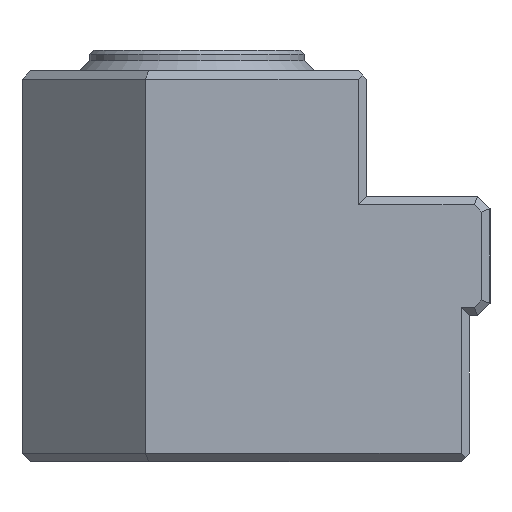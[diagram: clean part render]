
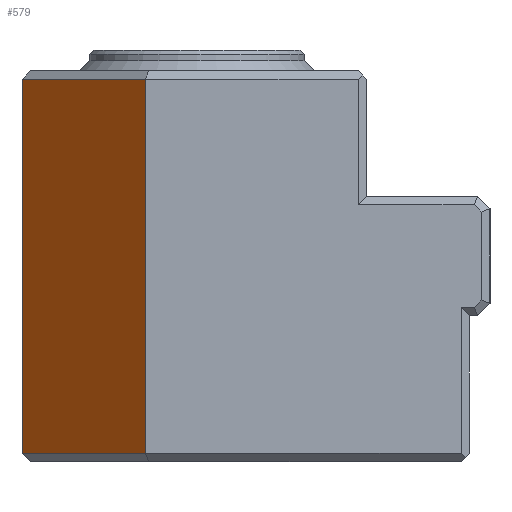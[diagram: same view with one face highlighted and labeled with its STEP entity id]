
A CAD part, left-side view. The second image highlights one B-rep face of the part: STEP entity #579.
In plain terms, the highlighted planar face has unit normal (-0.707, 0.707, 0).
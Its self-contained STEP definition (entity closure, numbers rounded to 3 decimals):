
#110 = VERTEX_POINT('',#111);
#111 = CARTESIAN_POINT('',(0.,2.5,-9.1));
#120 = PLANE('',#121);
#121 = AXIS2_PLACEMENT_3D('',#122,#123,#124);
#122 = CARTESIAN_POINT('',(0.,-8.25,-9.5));
#123 = DIRECTION('',(1.,0.,0.));
#124 = DIRECTION('',(0.,0.,1.));
#144 = EDGE_CURVE('',#110,#145,#147,.T.);
#145 = VERTEX_POINT('',#146);
#146 = CARTESIAN_POINT('',(0.,2.5,9.1));
#147 = SURFACE_CURVE('',#148,(#152,#159),.PCURVE_S1.);
#148 = LINE('',#149,#150);
#149 = CARTESIAN_POINT('',(0.,2.5,-9.5));
#150 = VECTOR('',#151,1.);
#151 = DIRECTION('',(0.,0.,1.));
#152 = PCURVE('',#120,#153);
#153 = DEFINITIONAL_REPRESENTATION('',(#154),#158);
#154 = LINE('',#155,#156);
#155 = CARTESIAN_POINT('',(0.,-10.75));
#156 = VECTOR('',#157,1.);
#157 = DIRECTION('',(1.,0.));
#158 = ( GEOMETRIC_REPRESENTATION_CONTEXT(2) 
PARAMETRIC_REPRESENTATION_CONTEXT() REPRESENTATION_CONTEXT('2D SPACE',''
  ) );
#159 = PCURVE('',#160,#165);
#160 = PLANE('',#161);
#161 = AXIS2_PLACEMENT_3D('',#162,#163,#164);
#162 = CARTESIAN_POINT('',(3.,5.5,-9.5));
#163 = DIRECTION('',(0.707,-0.707,0.));
#164 = DIRECTION('',(0.,0.,1.));
#165 = DEFINITIONAL_REPRESENTATION('',(#166),#170);
#166 = LINE('',#167,#168);
#167 = CARTESIAN_POINT('',(0.,4.243));
#168 = VECTOR('',#169,1.);
#169 = DIRECTION('',(1.,0.));
#170 = ( GEOMETRIC_REPRESENTATION_CONTEXT(2) 
PARAMETRIC_REPRESENTATION_CONTEXT() REPRESENTATION_CONTEXT('2D SPACE',''
  ) );
#491 = PLANE('',#492);
#492 = AXIS2_PLACEMENT_3D('',#493,#494,#495);
#493 = CARTESIAN_POINT('',(6.141,8.359,-9.3));
#494 = DIRECTION('',(-0.5,0.5,-0.707));
#495 = DIRECTION('',(0.707,0.707,0.)
  );
#579 = ADVANCED_FACE('',(#580),#160,.F.);
#580 = FACE_BOUND('',#581,.F.);
#581 = EDGE_LOOP('',(#582,#612,#638,#639));
#582 = ORIENTED_EDGE('',*,*,#583,.T.);
#583 = EDGE_CURVE('',#584,#586,#588,.T.);
#584 = VERTEX_POINT('',#585);
#585 = CARTESIAN_POINT('',(6.,8.5,-9.1));
#586 = VERTEX_POINT('',#587);
#587 = CARTESIAN_POINT('',(6.,8.5,9.1));
#588 = SURFACE_CURVE('',#589,(#593,#600),.PCURVE_S1.);
#589 = LINE('',#590,#591);
#590 = CARTESIAN_POINT('',(6.,8.5,-9.5));
#591 = VECTOR('',#592,1.);
#592 = DIRECTION('',(0.,0.,1.));
#593 = PCURVE('',#160,#594);
#594 = DEFINITIONAL_REPRESENTATION('',(#595),#599);
#595 = LINE('',#596,#597);
#596 = CARTESIAN_POINT('',(0.,-4.243));
#597 = VECTOR('',#598,1.);
#598 = DIRECTION('',(1.,0.));
#599 = ( GEOMETRIC_REPRESENTATION_CONTEXT(2) 
PARAMETRIC_REPRESENTATION_CONTEXT() REPRESENTATION_CONTEXT('2D SPACE',''
  ) );
#600 = PCURVE('',#601,#606);
#601 = PLANE('',#602);
#602 = AXIS2_PLACEMENT_3D('',#603,#604,#605);
#603 = CARTESIAN_POINT('',(100.,8.5,-9.5));
#604 = DIRECTION('',(0.,1.,0.));
#605 = DIRECTION('',(0.,0.,1.));
#606 = DEFINITIONAL_REPRESENTATION('',(#607),#611);
#607 = LINE('',#608,#609);
#608 = CARTESIAN_POINT('',(0.,-94.));
#609 = VECTOR('',#610,1.);
#610 = DIRECTION('',(1.,0.));
#611 = ( GEOMETRIC_REPRESENTATION_CONTEXT(2) 
PARAMETRIC_REPRESENTATION_CONTEXT() REPRESENTATION_CONTEXT('2D SPACE',''
  ) );
#612 = ORIENTED_EDGE('',*,*,#613,.T.);
#613 = EDGE_CURVE('',#586,#145,#614,.T.);
#614 = SURFACE_CURVE('',#615,(#619,#626),.PCURVE_S1.);
#615 = LINE('',#616,#617);
#616 = CARTESIAN_POINT('',(6.,8.5,9.1));
#617 = VECTOR('',#618,1.);
#618 = DIRECTION('',(-0.707,-0.707,0.));
#619 = PCURVE('',#160,#620);
#620 = DEFINITIONAL_REPRESENTATION('',(#621),#625);
#621 = LINE('',#622,#623);
#622 = CARTESIAN_POINT('',(18.6,-4.243));
#623 = VECTOR('',#624,1.);
#624 = DIRECTION('',(0.,1.));
#625 = ( GEOMETRIC_REPRESENTATION_CONTEXT(2) 
PARAMETRIC_REPRESENTATION_CONTEXT() REPRESENTATION_CONTEXT('2D SPACE',''
  ) );
#626 = PCURVE('',#627,#632);
#627 = PLANE('',#628);
#628 = AXIS2_PLACEMENT_3D('',#629,#630,#631);
#629 = CARTESIAN_POINT('',(6.141,8.359,9.3));
#630 = DIRECTION('',(0.5,-0.5,-0.707));
#631 = DIRECTION('',(0.707,0.707,0.));
#632 = DEFINITIONAL_REPRESENTATION('',(#633),#637);
#633 = LINE('',#634,#635);
#634 = CARTESIAN_POINT('',(-0.,-0.283));
#635 = VECTOR('',#636,1.);
#636 = DIRECTION('',(-1.,0.));
#637 = ( GEOMETRIC_REPRESENTATION_CONTEXT(2) 
PARAMETRIC_REPRESENTATION_CONTEXT() REPRESENTATION_CONTEXT('2D SPACE',''
  ) );
#638 = ORIENTED_EDGE('',*,*,#144,.F.);
#639 = ORIENTED_EDGE('',*,*,#640,.F.);
#640 = EDGE_CURVE('',#584,#110,#641,.T.);
#641 = SURFACE_CURVE('',#642,(#646,#653),.PCURVE_S1.);
#642 = LINE('',#643,#644);
#643 = CARTESIAN_POINT('',(6.,8.5,-9.1));
#644 = VECTOR('',#645,1.);
#645 = DIRECTION('',(-0.707,-0.707,0.));
#646 = PCURVE('',#160,#647);
#647 = DEFINITIONAL_REPRESENTATION('',(#648),#652);
#648 = LINE('',#649,#650);
#649 = CARTESIAN_POINT('',(0.4,-4.243));
#650 = VECTOR('',#651,1.);
#651 = DIRECTION('',(0.,1.));
#652 = ( GEOMETRIC_REPRESENTATION_CONTEXT(2) 
PARAMETRIC_REPRESENTATION_CONTEXT() REPRESENTATION_CONTEXT('2D SPACE',''
  ) );
#653 = PCURVE('',#491,#654);
#654 = DEFINITIONAL_REPRESENTATION('',(#655),#659);
#655 = LINE('',#656,#657);
#656 = CARTESIAN_POINT('',(-0.,-0.283));
#657 = VECTOR('',#658,1.);
#658 = DIRECTION('',(-1.,0.));
#659 = ( GEOMETRIC_REPRESENTATION_CONTEXT(2) 
PARAMETRIC_REPRESENTATION_CONTEXT() REPRESENTATION_CONTEXT('2D SPACE',''
  ) );
